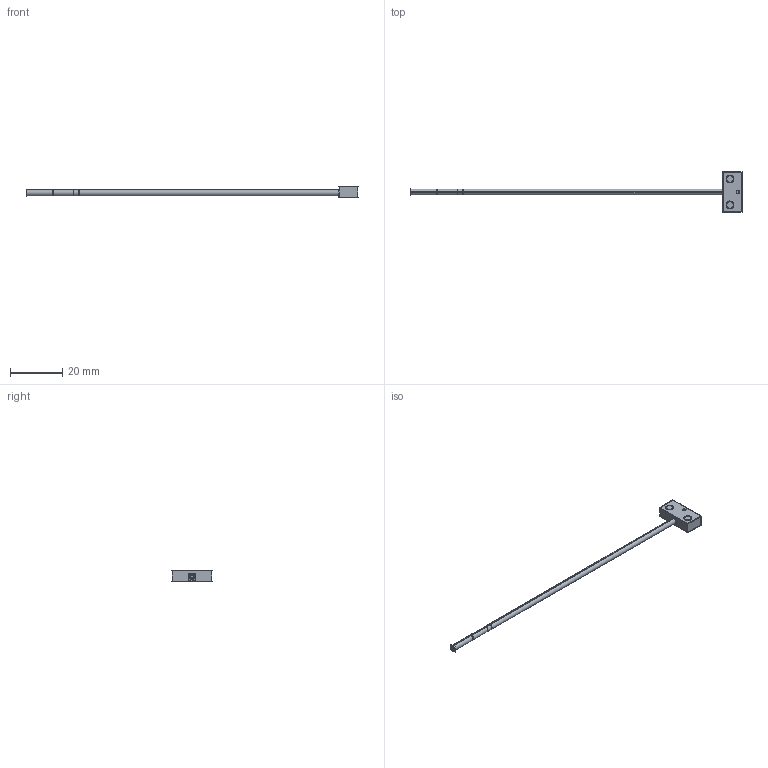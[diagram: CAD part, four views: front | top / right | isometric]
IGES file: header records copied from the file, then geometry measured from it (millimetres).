
Start section:  PTC IGES file: 188743.igs
Global section: file name: 188743.igs; native system: Creo Parametric by Parametric Technology Corporation; preprocessor: 2013230; author: pdmadmin; organization: Unknown; date: 20160112.153931; units: millimetre
Bounding box: 127.45 x 15.59 x 4.17 mm (x, y, z)
Volume: 806.6 mm3; surface area: 8878.1 mm2
Topology: 3 solids, 6 shells, 84 faces, 452 edges, 600 vertices
Faces by surface type: revolution 50, bspline 34
